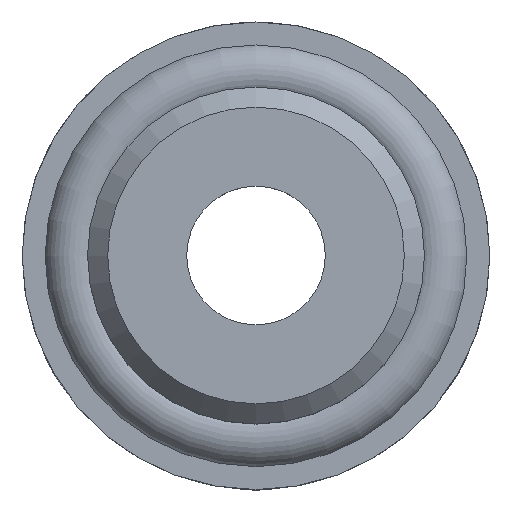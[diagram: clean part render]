
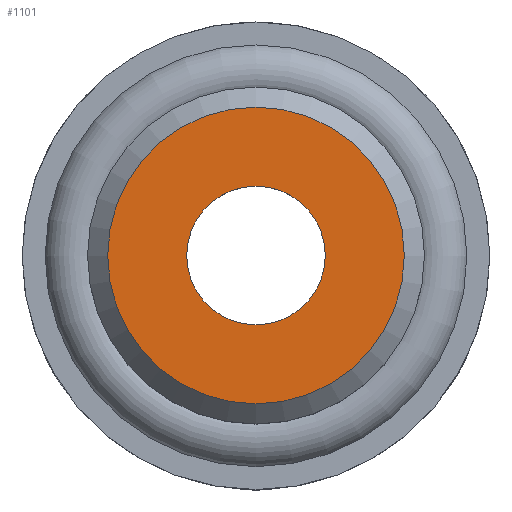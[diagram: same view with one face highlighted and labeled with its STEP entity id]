
A CAD part, top view. The second image highlights one B-rep face of the part: STEP entity #1101.
In plain terms, the highlighted planar face has unit normal (0, 0, 1).
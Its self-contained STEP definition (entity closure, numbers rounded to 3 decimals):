
#198=ORIENTED_EDGE('',*,*,#382,.T.);
#199=ORIENTED_EDGE('',*,*,#383,.F.);
#382=EDGE_CURVE('',#468,#468,#512,.T.);
#383=EDGE_CURVE('',#469,#469,#513,.T.);
#468=VERTEX_POINT('',#1615);
#469=VERTEX_POINT('',#1617);
#512=CIRCLE('',#1172,2.);
#513=CIRCLE('',#1173,4.283);
#557=EDGE_LOOP('',(#198));
#558=EDGE_LOOP('',(#199));
#631=FACE_BOUND('',#557,.T.);
#632=FACE_BOUND('',#558,.T.);
#698=PLANE('',#1171);
#1101=ADVANCED_FACE('',(#631,#632),#698,.T.);
#1171=AXIS2_PLACEMENT_3D('',#1613,#1319,#1320);
#1172=AXIS2_PLACEMENT_3D('',#1614,#1321,#1322);
#1173=AXIS2_PLACEMENT_3D('',#1616,#1323,#1324);
#1319=DIRECTION('',(0.,0.,1.));
#1320=DIRECTION('',(1.,0.,0.));
#1321=DIRECTION('',(0.,0.,-1.));
#1322=DIRECTION('',(-1.,0.,0.));
#1323=DIRECTION('',(0.,0.,-1.));
#1324=DIRECTION('',(-1.,0.,0.));
#1613=CARTESIAN_POINT('',(0.,4.283,19.5));
#1614=CARTESIAN_POINT('',(0.,0.,19.5));
#1615=CARTESIAN_POINT('',(-2.,0.,19.5));
#1616=CARTESIAN_POINT('',(0.,0.,19.5));
#1617=CARTESIAN_POINT('',(-4.283,0.,19.5));
